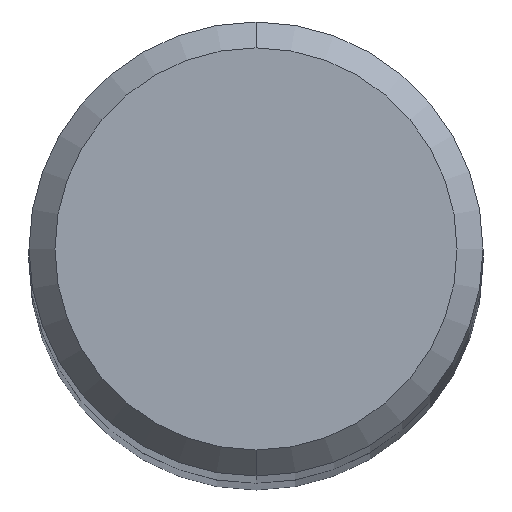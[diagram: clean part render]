
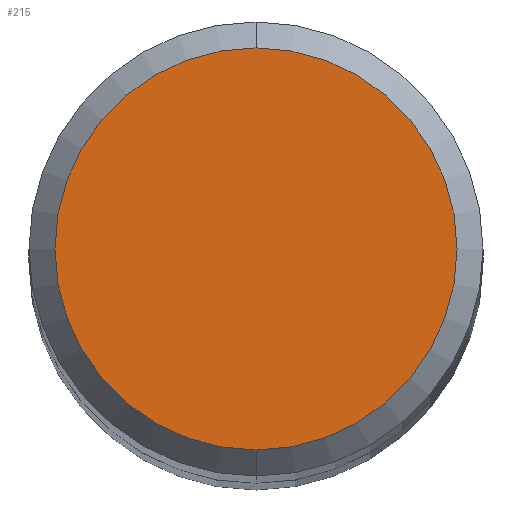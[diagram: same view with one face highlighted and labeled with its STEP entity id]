
A CAD part, top view. The second image highlights one B-rep face of the part: STEP entity #215.
In plain terms, the highlighted planar face has unit normal (0, 0, 1).
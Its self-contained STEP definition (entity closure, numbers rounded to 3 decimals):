
#215=ADVANCED_FACE('',(#496),#497,.T.);
#217=EDGE_CURVE('',#385,#291,#499,.T.);
#291=VERTEX_POINT('',#581);
#385=VERTEX_POINT('',#684);
#387=EDGE_CURVE('',#291,#385,#686,.T.);
#496=FACE_OUTER_BOUND('',#897,.T.);
#497=PLANE('',#898);
#499=CIRCLE('',#901,3.1);
#581=CARTESIAN_POINT('',(0.0,3.1,0.0));
#684=CARTESIAN_POINT('',(0.,-3.1,0.0));
#686=CIRCLE('',#1232,3.1);
#897=EDGE_LOOP('',(#1375,#1376));
#898=AXIS2_PLACEMENT_3D('',#1377,#1378,#1379);
#901=AXIS2_PLACEMENT_3D('',#1380,#1381,#1382);
#1232=AXIS2_PLACEMENT_3D('',#1595,#1596,#1597);
#1375=ORIENTED_EDGE('',*,*,#387,.F.);
#1376=ORIENTED_EDGE('',*,*,#217,.F.);
#1377=CARTESIAN_POINT('',(0.0,1.55,0.0));
#1378=DIRECTION('',(-0.0,0.0,1.0));
#1379=DIRECTION('',(0.0,-1.0,0.0));
#1380=CARTESIAN_POINT('',(0.0,0.0,0.0));
#1381=DIRECTION('',(0.0,0.0,-1.0));
#1382=DIRECTION('',(0.0,1.0,0.0));
#1595=CARTESIAN_POINT('',(0.0,0.0,0.0));
#1596=DIRECTION('',(0.0,0.0,-1.0));
#1597=DIRECTION('',(0.0,1.0,0.0));
